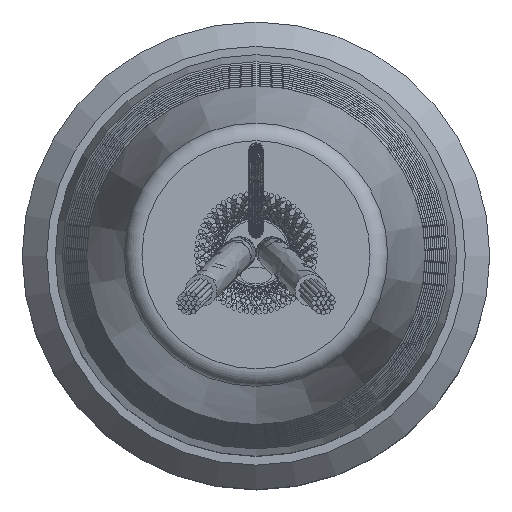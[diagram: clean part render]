
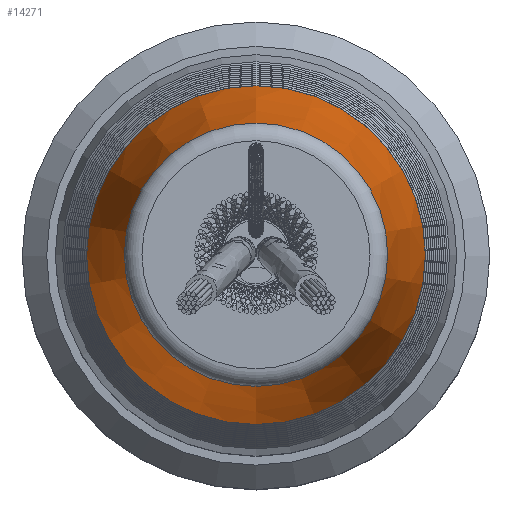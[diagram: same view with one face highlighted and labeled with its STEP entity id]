
A CAD part, top view. The second image highlights one B-rep face of the part: STEP entity #14271.
In plain terms, the highlighted conical face has half-angle 10.125 degrees and reference radius 7.303 mm.
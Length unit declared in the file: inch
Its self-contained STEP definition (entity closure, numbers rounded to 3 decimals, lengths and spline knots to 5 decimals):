
#230=CONICAL_SURFACE('',#16054,0.2875,10.125);
#1667=FACE_BOUND('',#3179,.T.);
#2325=FACE_OUTER_BOUND('',#3178,.T.);
#3178=EDGE_LOOP('',(#12554));
#3179=EDGE_LOOP('',(#12555));
#4704=CIRCLE('',#16051,0.29531);
#4706=CIRCLE('',#16055,0.2296);
#6045=VERTEX_POINT('',#42482);
#6047=VERTEX_POINT('',#42488);
#8238=EDGE_CURVE('',#6045,#6045,#4704,.T.);
#8240=EDGE_CURVE('',#6047,#6047,#4706,.T.);
#12554=ORIENTED_EDGE('',*,*,#8240,.F.);
#12555=ORIENTED_EDGE('',*,*,#8238,.T.);
#14271=ADVANCED_FACE('',(#2325,#1667),#230,.T.);
#16051=AXIS2_PLACEMENT_3D('',#42483,#19543,#19544);
#16054=AXIS2_PLACEMENT_3D('',#42487,#19549,#19550);
#16055=AXIS2_PLACEMENT_3D('',#42489,#19551,#19552);
#19543=DIRECTION('center_axis',(0.,0.,
1.));
#19544=DIRECTION('ref_axis',(0.,1.,0.));
#19549=DIRECTION('center_axis',(0.,0.,
-1.));
#19550=DIRECTION('ref_axis',(0.,1.,0.));
#19551=DIRECTION('center_axis',(0.,0.,
1.));
#19552=DIRECTION('ref_axis',(0.,-1.,0.));
#42482=CARTESIAN_POINT('',(0.,-0.29531,0.61926));
#42483=CARTESIAN_POINT('Origin',(0.,0.,
0.61926));
#42487=CARTESIAN_POINT('Origin',(0.,0.,
0.663));
#42488=CARTESIAN_POINT('',(0.,0.2296,0.98724));
#42489=CARTESIAN_POINT('Origin',(0.,0.,
0.98724));
